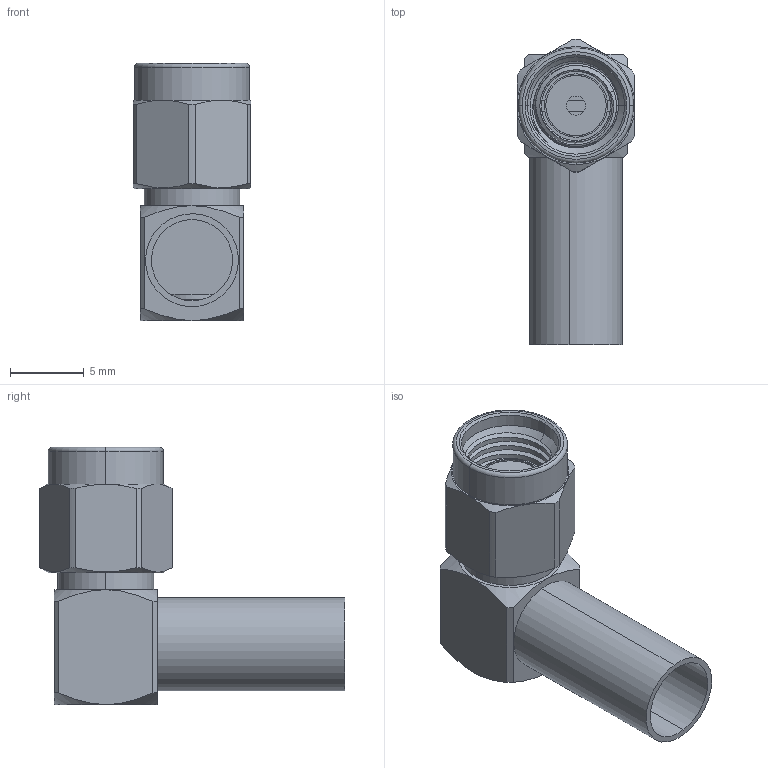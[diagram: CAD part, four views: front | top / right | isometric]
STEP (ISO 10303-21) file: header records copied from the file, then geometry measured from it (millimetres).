
FILE_DESCRIPTION (( 'STEP AP214' ), '1' );
FILE_NAME ('31-105-D3-AH.STEP', '2024-08-12T19:23:24', ( '' ), ( '' ), 'SwSTEP 2.0', 'SolidWorks 2024', '' );
FILE_SCHEMA (( 'AUTOMOTIVE_DESIGN' ));
Length unit declared in the file: millimetre
Products named in the file (1): 31-105-D3-AH
Bounding box: 8 x 20.7 x 17.45 mm (x, y, z)
Surface area: 1220 mm2 (no closed solid volume)
Topology: 0 solids, 6 shells, 94 faces, 264 edges, 175 vertices
Faces by surface type: cylinder 33, cone 27, plane 27, bspline 5, torus 2
Entity records: 5836 total; most frequent: CARTESIAN_POINT 3650, ORIENTED_EDGE 458, DIRECTION 411, EDGE_CURVE 264, VERTEX_POINT 175, AXIS2_PLACEMENT_3D 173, EDGE_LOOP 103, FACE_OUTER_BOUND 94
